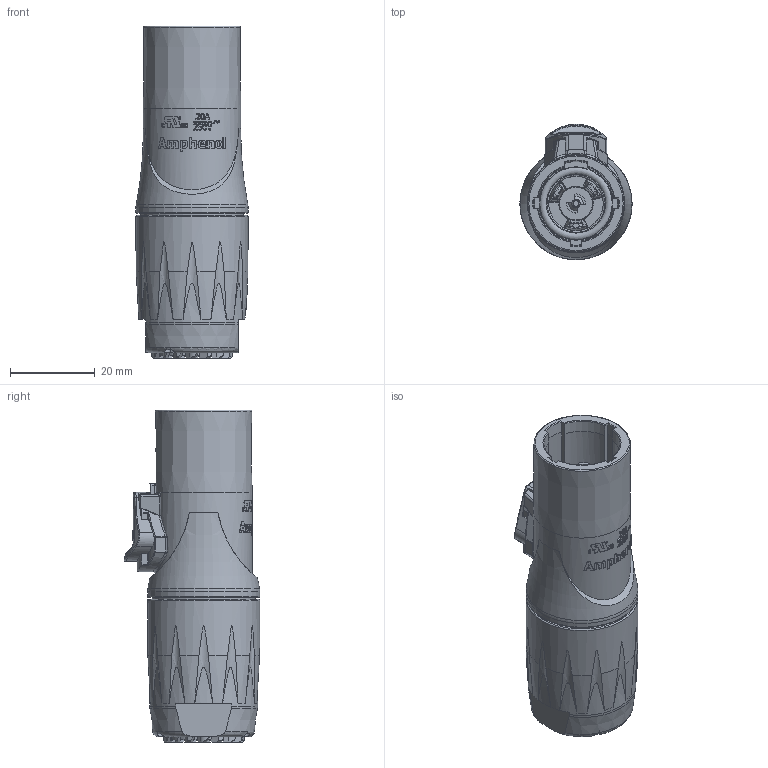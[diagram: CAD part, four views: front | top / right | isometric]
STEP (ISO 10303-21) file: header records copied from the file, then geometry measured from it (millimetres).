
FILE_DESCRIPTION(/* description */ (''),/* implementation_level */ '2;1');
FILE_NAME(/* name */ 'HPT-3-M.stp',/* time_stamp */ '2019-07-26T15:40:34+10:00',/* author */ ('thien'),/* organization */ (''),/* preprocessor_version */ 'ST-DEVELOPER v17',/* originating_system */ 'Autodesk Inventor 2018',/* authorisation */ '');
FILE_SCHEMA (('CONFIG_CONTROL_DESIGN'));
Products named in the file (1): 55011197-000_Shrinkwrap_1
Bounding box: 26.5 x 32.02 x 78.5 mm (x, y, z)
Volume: 23596.4 mm3; surface area: 29760.5 mm2
Topology: 19 solids, 19 shells, 1653 faces, 4438 edges, 2873 vertices
Faces by surface type: plane 751, bspline 370, cylinder 351, cone 97, torus 80, sphere 4
Full cylindrical faces by diameter (mm): 2 x1, 3.242 x3, 4 x2, 8 x1, 9.2 x1, 12.1 x1, 12.8 x1, 12.85 x1, 14.2 x1, 14.5 x1, 15.4 x1, 16.2 x2, 16.3 x1, 16.49 x1, 16.6 x1, 19 x1, 19.3 x1, 19.7 x1, 19.75 x1, 20.2 x2, 20.4 x1, 22.132 x4, 22.2 x1, 22.4 x2, 22.526 x5, 24.2 x5, 24.3 x2, 24.4 x1, 26.5 x2
Entity records: 92194 total; most frequent: CARTESIAN_POINT 53194, ORIENTED_EDGE 8846, DIRECTION 7029, EDGE_CURVE 4423, VERTEX_POINT 2873, AXIS2_PLACEMENT_3D 2416, LINE 2197, VECTOR 2197
